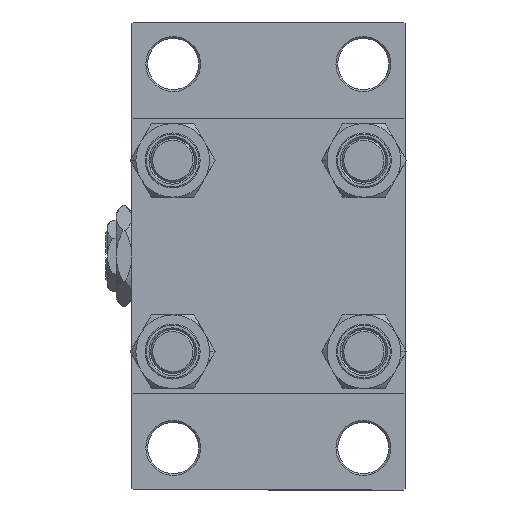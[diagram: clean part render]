
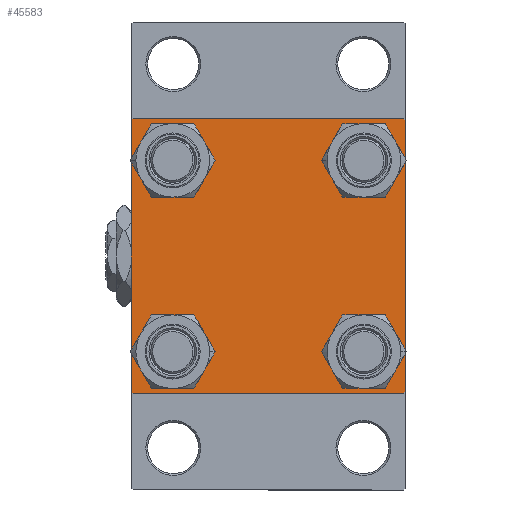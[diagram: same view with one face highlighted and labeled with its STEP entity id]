
A CAD part, left-side view. The second image highlights one B-rep face of the part: STEP entity #45583.
In plain terms, the highlighted planar face has unit normal (-1, 0, 0).
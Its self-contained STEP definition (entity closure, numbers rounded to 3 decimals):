
#278 = CARTESIAN_POINT ( 'NONE',  ( 0., 26.15, 19.65 ) ) ;
#455 = VERTEX_POINT ( 'NONE', #30614 ) ;
#641 = CARTESIAN_POINT ( 'NONE',  ( 0., 37.5, -37.5 ) ) ;
#654 = ORIENTED_EDGE ( 'NONE', *, *, #39458, .T. ) ;
#1367 = DIRECTION ( 'NONE',  ( 0., 0., 1. ) ) ;
#1380 = DIRECTION ( 'NONE',  ( 0., -1., 0. ) ) ;
#1409 = ORIENTED_EDGE ( 'NONE', *, *, #47215, .T. ) ;
#1770 = AXIS2_PLACEMENT_3D ( 'NONE', #8935, #7939, #46008 ) ;
#1891 = DIRECTION ( 'NONE',  ( 0., 0., 1. ) ) ;
#2163 = DIRECTION ( 'NONE',  ( 1., 0., 0. ) ) ;
#2285 = VERTEX_POINT ( 'NONE', #9947 ) ;
#3090 = DIRECTION ( 'NONE',  ( 0., 0., 1. ) ) ;
#3288 = AXIS2_PLACEMENT_3D ( 'NONE', #14137, #29432, #1891 ) ;
#3455 = CARTESIAN_POINT ( 'NONE',  ( 0., -37., 37.5 ) ) ;
#4150 = VERTEX_POINT ( 'NONE', #26040 ) ;
#4935 = DIRECTION ( 'NONE',  ( 0., -0.707, -0.707 ) ) ;
#5180 = CARTESIAN_POINT ( 'NONE',  ( 0., 37.25, -37.25 ) ) ;
#5447 = CARTESIAN_POINT ( 'NONE',  ( 0., 26.15, -26.15 ) ) ;
#5711 = LINE ( 'NONE', #43009, #43291 ) ;
#5900 = LINE ( 'NONE', #13381, #18490 ) ;
#6145 = FACE_OUTER_BOUND ( 'NONE', #25759, .T. ) ;
#6541 = VERTEX_POINT ( 'NONE', #29695 ) ;
#6949 = CARTESIAN_POINT ( 'NONE',  ( 0., -26.15, 26.15 ) ) ;
#7147 = VECTOR ( 'NONE', #27371, 1000. ) ;
#7232 = EDGE_CURVE ( 'NONE', #32704, #42848, #31414, .T. ) ;
#7822 = CIRCLE ( 'NONE', #42205, 6.5 ) ;
#7850 = ORIENTED_EDGE ( 'NONE', *, *, #26613, .T. ) ;
#7893 = EDGE_CURVE ( 'NONE', #27384, #33198, #47431, .T. ) ;
#7939 = DIRECTION ( 'NONE',  ( 1., 0., 0. ) ) ;
#8090 = DIRECTION ( 'NONE',  ( 0., 0., -1. ) ) ;
#8573 = LINE ( 'NONE', #31113, #7147 ) ;
#8935 = CARTESIAN_POINT ( 'NONE',  ( 0., 26.15, 26.15 ) ) ;
#9625 = VERTEX_POINT ( 'NONE', #17575 ) ;
#9654 = EDGE_CURVE ( 'NONE', #43538, #11552, #17319, .T. ) ;
#9899 = FACE_BOUND ( 'NONE', #28013, .T. ) ;
#9947 = CARTESIAN_POINT ( 'NONE',  ( 0., -37.5, -37. ) ) ;
#9976 = DIRECTION ( 'NONE',  ( 1., 0., 0. ) ) ;
#10109 = CARTESIAN_POINT ( 'NONE',  ( 0., 37.5, -37. ) ) ;
#11552 = VERTEX_POINT ( 'NONE', #10109 ) ;
#13262 = VECTOR ( 'NONE', #21212, 1000. ) ;
#13381 = CARTESIAN_POINT ( 'NONE',  ( 0., 37.5, 37.5 ) ) ;
#14137 = CARTESIAN_POINT ( 'NONE',  ( 0., 0., 0. ) ) ;
#14216 = DIRECTION ( 'NONE',  ( 0., 0., 1. ) ) ;
#14466 = VECTOR ( 'NONE', #1380, 1000. ) ;
#14745 = ORIENTED_EDGE ( 'NONE', *, *, #33039, .T. ) ;
#14863 = EDGE_LOOP ( 'NONE', ( #26021, #34950 ) ) ;
#15252 = DIRECTION ( 'NONE',  ( 1., 0., 0. ) ) ;
#15258 = ORIENTED_EDGE ( 'NONE', *, *, #15547, .T. ) ;
#15547 = EDGE_CURVE ( 'NONE', #31400, #47301, #5711, .T. ) ;
#15876 = VECTOR ( 'NONE', #4935, 1000. ) ;
#16101 = VERTEX_POINT ( 'NONE', #36953 ) ;
#16344 = LINE ( 'NONE', #34645, #21607 ) ;
#16714 = EDGE_CURVE ( 'NONE', #42848, #32704, #41740, .T. ) ;
#16781 = AXIS2_PLACEMENT_3D ( 'NONE', #6949, #21497, #40752 ) ;
#17319 = LINE ( 'NONE', #28586, #23266 ) ;
#17575 = CARTESIAN_POINT ( 'NONE',  ( 0., 37., -37.5 ) ) ;
#17664 = PLANE ( 'NONE',  #3288 ) ;
#17918 = FACE_BOUND ( 'NONE', #36266, .T. ) ;
#18223 = CARTESIAN_POINT ( 'NONE',  ( 0., 26.15, -32.65 ) ) ;
#18490 = VECTOR ( 'NONE', #40680, 1000. ) ;
#20429 = EDGE_LOOP ( 'NONE', ( #1409, #43414 ) ) ;
#20479 = DIRECTION ( 'NONE',  ( 1., 0., 0. ) ) ;
#20571 = DIRECTION ( 'NONE',  ( 0., 0., -1. ) ) ;
#20938 = AXIS2_PLACEMENT_3D ( 'NONE', #26249, #9976, #14216 ) ;
#20955 = CARTESIAN_POINT ( 'NONE',  ( 0., -37.25, -37.25 ) ) ;
#21212 = DIRECTION ( 'NONE',  ( 0., -0.707, 0.707 ) ) ;
#21451 = CARTESIAN_POINT ( 'NONE',  ( 0., -26.15, -26.15 ) ) ;
#21497 = DIRECTION ( 'NONE',  ( 1., 0., 0. ) ) ;
#21607 = VECTOR ( 'NONE', #8090, 1000. ) ;
#23266 = VECTOR ( 'NONE', #20571, 1000. ) ;
#23911 = DIRECTION ( 'NONE',  ( 1., 0., 0. ) ) ;
#23959 = CARTESIAN_POINT ( 'NONE',  ( 0., -26.15, -19.65 ) ) ;
#24467 = LINE ( 'NONE', #20955, #13262 ) ;
#24492 = DIRECTION ( 'NONE',  ( 0., 0., 1. ) ) ;
#25154 = ORIENTED_EDGE ( 'NONE', *, *, #9654, .T. ) ;
#25329 = ORIENTED_EDGE ( 'NONE', *, *, #45546, .F. ) ;
#25759 = EDGE_LOOP ( 'NONE', ( #25154, #27229, #35532, #7850, #30350, #15258, #25329, #26118 ) ) ;
#26021 = ORIENTED_EDGE ( 'NONE', *, *, #7232, .T. ) ;
#26040 = CARTESIAN_POINT ( 'NONE',  ( 0., 37., 37.5 ) ) ;
#26118 = ORIENTED_EDGE ( 'NONE', *, *, #41518, .T. ) ;
#26249 = CARTESIAN_POINT ( 'NONE',  ( 0., -26.15, 26.15 ) ) ;
#26613 = EDGE_CURVE ( 'NONE', #39138, #2285, #24467, .T. ) ;
#26646 = AXIS2_PLACEMENT_3D ( 'NONE', #48671, #41144, #3090 ) ;
#27229 = ORIENTED_EDGE ( 'NONE', *, *, #40514, .T. ) ;
#27371 = DIRECTION ( 'NONE',  ( 0., 0.707, -0.707 ) ) ;
#27384 = VERTEX_POINT ( 'NONE', #18223 ) ;
#27506 = DIRECTION ( 'NONE',  ( 0., 0.707, 0.707 ) ) ;
#28013 = EDGE_LOOP ( 'NONE', ( #654, #37901 ) ) ;
#28586 = CARTESIAN_POINT ( 'NONE',  ( 0., 37.5, 37.5 ) ) ;
#28663 = CARTESIAN_POINT ( 'NONE',  ( 0., -26.15, -26.15 ) ) ;
#29247 = CARTESIAN_POINT ( 'NONE',  ( 0., -37.5, 37. ) ) ;
#29432 = DIRECTION ( 'NONE',  ( -1., 0., 0. ) ) ;
#29468 = CIRCLE ( 'NONE', #43852, 6.5 ) ;
#29695 = CARTESIAN_POINT ( 'NONE',  ( 0., -26.15, 32.65 ) ) ;
#30350 = ORIENTED_EDGE ( 'NONE', *, *, #42669, .F. ) ;
#30614 = CARTESIAN_POINT ( 'NONE',  ( 0., -26.15, -32.65 ) ) ;
#31113 = CARTESIAN_POINT ( 'NONE',  ( 0., 37.25, 37.25 ) ) ;
#31400 = VERTEX_POINT ( 'NONE', #29247 ) ;
#31414 = CIRCLE ( 'NONE', #45059, 6.5 ) ;
#31773 = CIRCLE ( 'NONE', #34992, 6.5 ) ;
#31975 = CIRCLE ( 'NONE', #16781, 6.5 ) ;
#32150 = CARTESIAN_POINT ( 'NONE',  ( 0., 26.15, -19.65 ) ) ;
#32704 = VERTEX_POINT ( 'NONE', #39627 ) ;
#33039 = EDGE_CURVE ( 'NONE', #455, #33722, #31773, .T. ) ;
#33187 = FACE_BOUND ( 'NONE', #14863, .T. ) ;
#33198 = VERTEX_POINT ( 'NONE', #32150 ) ;
#33722 = VERTEX_POINT ( 'NONE', #23959 ) ;
#34300 = CARTESIAN_POINT ( 'NONE',  ( 0., 26.15, 26.15 ) ) ;
#34391 = CARTESIAN_POINT ( 'NONE',  ( 0., -37., -37.5 ) ) ;
#34645 = CARTESIAN_POINT ( 'NONE',  ( 0., -37.5, 37.5 ) ) ;
#34690 = EDGE_CURVE ( 'NONE', #33722, #455, #7822, .T. ) ;
#34950 = ORIENTED_EDGE ( 'NONE', *, *, #16714, .T. ) ;
#34992 = AXIS2_PLACEMENT_3D ( 'NONE', #21451, #2163, #36724 ) ;
#35532 = ORIENTED_EDGE ( 'NONE', *, *, #45446, .T. ) ;
#35688 = LINE ( 'NONE', #641, #14466 ) ;
#36266 = EDGE_LOOP ( 'NONE', ( #43582, #14745 ) ) ;
#36724 = DIRECTION ( 'NONE',  ( 0., 0., 1. ) ) ;
#36953 = CARTESIAN_POINT ( 'NONE',  ( 0., -26.15, 19.65 ) ) ;
#37901 = ORIENTED_EDGE ( 'NONE', *, *, #7893, .T. ) ;
#39138 = VERTEX_POINT ( 'NONE', #34391 ) ;
#39458 = EDGE_CURVE ( 'NONE', #33198, #27384, #29468, .T. ) ;
#39483 = LINE ( 'NONE', #5180, #15876 ) ;
#39627 = CARTESIAN_POINT ( 'NONE',  ( 0., 26.15, 32.65 ) ) ;
#40514 = EDGE_CURVE ( 'NONE', #11552, #9625, #39483, .T. ) ;
#40680 = DIRECTION ( 'NONE',  ( 0., -1., 0. ) ) ;
#40752 = DIRECTION ( 'NONE',  ( 0., 0., 1. ) ) ;
#41144 = DIRECTION ( 'NONE',  ( 1., 0., 0. ) ) ;
#41518 = EDGE_CURVE ( 'NONE', #4150, #43538, #8573, .T. ) ;
#41740 = CIRCLE ( 'NONE', #1770, 6.5 ) ;
#42205 = AXIS2_PLACEMENT_3D ( 'NONE', #28663, #23911, #1367 ) ;
#42669 = EDGE_CURVE ( 'NONE', #31400, #2285, #16344, .T. ) ;
#42848 = VERTEX_POINT ( 'NONE', #278 ) ;
#43009 = CARTESIAN_POINT ( 'NONE',  ( 0., -37.25, 37.25 ) ) ;
#43291 = VECTOR ( 'NONE', #27506, 1000. ) ;
#43414 = ORIENTED_EDGE ( 'NONE', *, *, #43421, .T. ) ;
#43421 = EDGE_CURVE ( 'NONE', #16101, #6541, #31975, .T. ) ;
#43538 = VERTEX_POINT ( 'NONE', #49497 ) ;
#43582 = ORIENTED_EDGE ( 'NONE', *, *, #34690, .T. ) ;
#43852 = AXIS2_PLACEMENT_3D ( 'NONE', #5447, #20479, #24492 ) ;
#45059 = AXIS2_PLACEMENT_3D ( 'NONE', #34300, #15252, #46553 ) ;
#45446 = EDGE_CURVE ( 'NONE', #9625, #39138, #35688, .T. ) ;
#45546 = EDGE_CURVE ( 'NONE', #4150, #47301, #5900, .T. ) ;
#45583 = ADVANCED_FACE ( 'NONE', ( #47956, #17918, #9899, #33187, #6145 ), #17664, .T. ) ;
#46008 = DIRECTION ( 'NONE',  ( 0., 0., 1. ) ) ;
#46553 = DIRECTION ( 'NONE',  ( 0., 0., 1. ) ) ;
#47215 = EDGE_CURVE ( 'NONE', #6541, #16101, #48943, .T. ) ;
#47301 = VERTEX_POINT ( 'NONE', #3455 ) ;
#47431 = CIRCLE ( 'NONE', #26646, 6.5 ) ;
#47956 = FACE_BOUND ( 'NONE', #20429, .T. ) ;
#48671 = CARTESIAN_POINT ( 'NONE',  ( 0., 26.15, -26.15 ) ) ;
#48943 = CIRCLE ( 'NONE', #20938, 6.5 ) ;
#49497 = CARTESIAN_POINT ( 'NONE',  ( 0., 37.5, 37. ) ) ;
